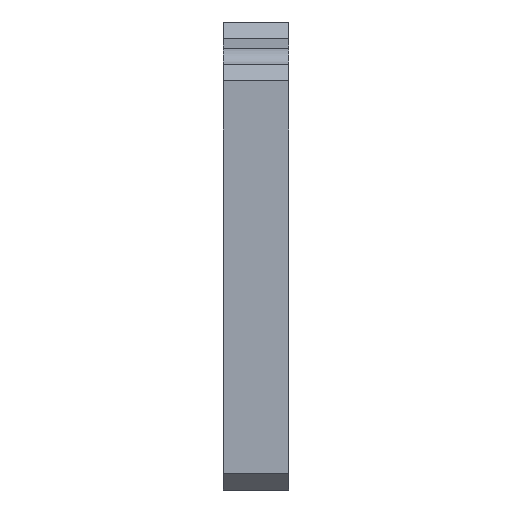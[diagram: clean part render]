
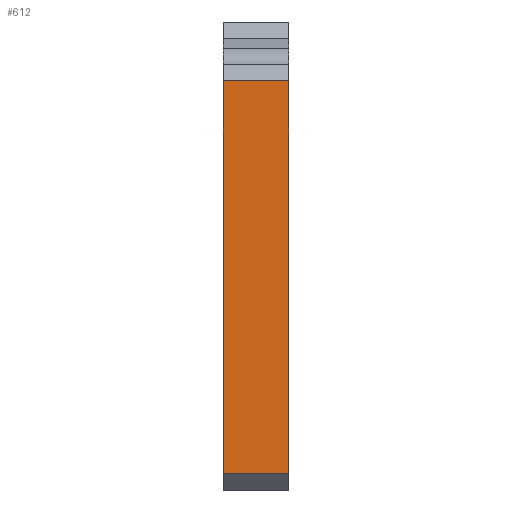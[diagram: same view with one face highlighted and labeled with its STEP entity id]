
A CAD part, left-side view. The second image highlights one B-rep face of the part: STEP entity #612.
In plain terms, the highlighted planar face has unit normal (-1, 0, 0).
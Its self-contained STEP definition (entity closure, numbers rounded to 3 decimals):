
#101 = PLANE ( 'NONE',  #1271 ) ;
#126 = CARTESIAN_POINT ( 'NONE',  ( 0., 20., 5. ) ) ;
#184 = EDGE_CURVE ( 'NONE', #1157, #901, #458, .T. ) ;
#263 = ORIENTED_EDGE ( 'NONE', *, *, #1319, .T. ) ;
#329 = VECTOR ( 'NONE', #533, 1000. ) ;
#394 = DIRECTION ( 'NONE',  ( 0., 0., 1. ) ) ;
#396 = CARTESIAN_POINT ( 'NONE',  ( 0., 20., 125. ) ) ;
#398 = ORIENTED_EDGE ( 'NONE', *, *, #1269, .T. ) ;
#458 = LINE ( 'NONE', #1622, #476 ) ;
#476 = VECTOR ( 'NONE', #394, 1000. ) ;
#533 = DIRECTION ( 'NONE',  ( 0., 1., 0. ) ) ;
#607 = DIRECTION ( 'NONE',  ( 1., 0., 0. ) ) ;
#612 = ADVANCED_FACE ( 'NONE', ( #1551 ), #101, .F. ) ;
#644 = CARTESIAN_POINT ( 'NONE',  ( 0., 0., 125. ) ) ;
#751 = CARTESIAN_POINT ( 'NONE',  ( 0., 20., 130. ) ) ;
#815 = EDGE_CURVE ( 'NONE', #882, #816, #1046, .T. ) ;
#816 = VERTEX_POINT ( 'NONE', #396 ) ;
#869 = VECTOR ( 'NONE', #1007, 1000. ) ;
#882 = VERTEX_POINT ( 'NONE', #126 ) ;
#901 = VERTEX_POINT ( 'NONE', #644 ) ;
#906 = CARTESIAN_POINT ( 'NONE',  ( 0., 20., 5. ) ) ;
#915 = ORIENTED_EDGE ( 'NONE', *, *, #184, .T. ) ;
#929 = ORIENTED_EDGE ( 'NONE', *, *, #815, .F. ) ;
#954 = LINE ( 'NONE', #906, #1068 ) ;
#1007 = DIRECTION ( 'NONE',  ( 0., 0., 1. ) ) ;
#1046 = LINE ( 'NONE', #751, #869 ) ;
#1068 = VECTOR ( 'NONE', #1544, 1000. ) ;
#1157 = VERTEX_POINT ( 'NONE', #1253 ) ;
#1199 = LINE ( 'NONE', #1407, #329 ) ;
#1203 = DIRECTION ( 'NONE',  ( 0., 0., -1. ) ) ;
#1253 = CARTESIAN_POINT ( 'NONE',  ( 0., 0., 5. ) ) ;
#1269 = EDGE_CURVE ( 'NONE', #901, #816, #1199, .T. ) ;
#1271 = AXIS2_PLACEMENT_3D ( 'NONE', #1592, #607, #1203 ) ;
#1319 = EDGE_CURVE ( 'NONE', #882, #1157, #954, .T. ) ;
#1407 = CARTESIAN_POINT ( 'NONE',  ( 0., 20., 125. ) ) ;
#1544 = DIRECTION ( 'NONE',  ( 0., -1., 0. ) ) ;
#1551 = FACE_OUTER_BOUND ( 'NONE', #1558, .T. ) ;
#1558 = EDGE_LOOP ( 'NONE', ( #915, #398, #929, #263 ) ) ;
#1592 = CARTESIAN_POINT ( 'NONE',  ( 0., 20., 130. ) ) ;
#1622 = CARTESIAN_POINT ( 'NONE',  ( 0., 0., 130. ) ) ;
